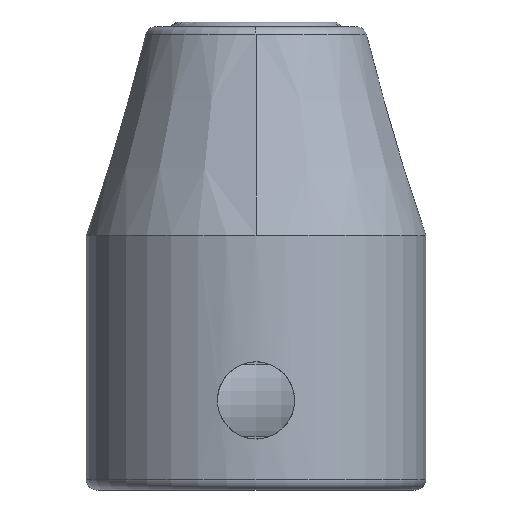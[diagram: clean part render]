
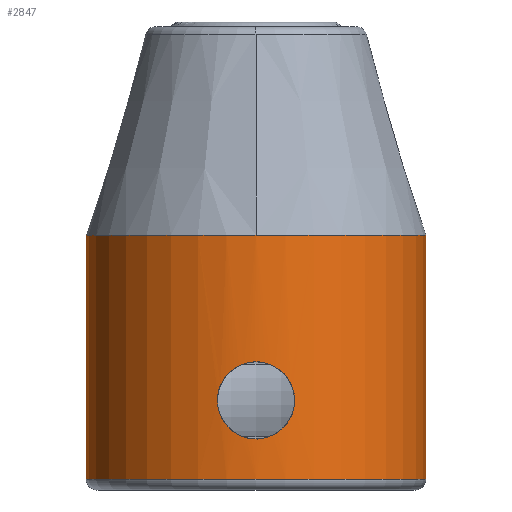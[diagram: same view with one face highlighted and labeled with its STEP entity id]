
A CAD part, front view. The second image highlights one B-rep face of the part: STEP entity #2847.
In plain terms, the highlighted cylindrical face has radius 11 mm (diameter 22 mm), a partial arc.
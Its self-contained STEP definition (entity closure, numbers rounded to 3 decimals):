
#2410=CARTESIAN_POINT('',(2.5,-10.712,5.5));
#2411=CARTESIAN_POINT('',(2.5,-10.712,5.34));
#2412=CARTESIAN_POINT('',(2.471,-10.719,5.023));
#2413=CARTESIAN_POINT('',(2.324,-10.752,4.534));
#2414=CARTESIAN_POINT('',(2.09,-10.801,4.1));
#2415=CARTESIAN_POINT('',(1.78,-10.857,3.723));
#2416=CARTESIAN_POINT('',(1.405,-10.912,3.413));
#2417=CARTESIAN_POINT('',(0.97,-10.961,
3.177));
#2418=CARTESIAN_POINT('',(0.475,-10.993,
3.028));
#2419=CARTESIAN_POINT('',(-0.009,-11.004,
2.985));
#2420=CARTESIAN_POINT('',(-0.501,-10.992,
3.033));
#2421=CARTESIAN_POINT('',(-0.993,-10.958,
3.187));
#2422=CARTESIAN_POINT('',(-1.423,-10.91,
3.426));
#2423=CARTESIAN_POINT('',(-1.792,-10.855,
3.735));
#2424=CARTESIAN_POINT('',(-2.097,-10.799,
4.111));
#2425=CARTESIAN_POINT('',(-2.327,-10.752,
4.542));
#2426=CARTESIAN_POINT('',(-2.471,-10.719,
5.028));
#2427=CARTESIAN_POINT('',(-2.5,-10.712,5.342));
#2428=CARTESIAN_POINT('',(-2.5,-10.712,5.5));
#2433=CARTESIAN_POINT('',(-2.5,-10.712,5.5));
#2434=CARTESIAN_POINT('',(-2.5,-10.712,5.66));
#2435=CARTESIAN_POINT('',(-2.471,-10.719,
5.977));
#2436=CARTESIAN_POINT('',(-2.324,-10.752,
6.466));
#2437=CARTESIAN_POINT('',(-2.09,-10.801,
6.9));
#2438=CARTESIAN_POINT('',(-1.78,-10.857,
7.277));
#2439=CARTESIAN_POINT('',(-1.405,-10.912,
7.587));
#2440=CARTESIAN_POINT('',(-0.97,-10.961,
7.823));
#2441=CARTESIAN_POINT('',(-0.475,-10.993,
7.972));
#2442=CARTESIAN_POINT('',(0.009,-11.004,
8.015));
#2443=CARTESIAN_POINT('',(0.501,-10.992,
7.967));
#2444=CARTESIAN_POINT('',(0.993,-10.958,
7.813));
#2445=CARTESIAN_POINT('',(1.423,-10.91,7.574));
#2446=CARTESIAN_POINT('',(1.792,-10.855,7.265));
#2447=CARTESIAN_POINT('',(2.097,-10.799,6.889));
#2448=CARTESIAN_POINT('',(2.327,-10.752,6.458));
#2449=CARTESIAN_POINT('',(2.471,-10.719,5.972));
#2450=CARTESIAN_POINT('',(2.5,-10.712,5.658));
#2451=CARTESIAN_POINT('',(2.5,-10.712,5.5));
#2456=CARTESIAN_POINT('',(0.,0.,0.4));
#2457=DIRECTION('',(0.,0.,-1.));
#2458=DIRECTION('',(1.,0.,0.));
#2459=AXIS2_PLACEMENT_3D('',#2456,#2457,#2458);
#2464=DIRECTION('',(0.,0.,1.));
#2465=VECTOR('',#2464,15.8);
#2466=CARTESIAN_POINT('',(-11.,0.,0.4));
#2467=LINE('',#2466,#2465);
#2471=CARTESIAN_POINT('',(0.,0.,16.2));
#2472=DIRECTION('',(0.,0.,1.));
#2473=DIRECTION('',(-1.,0.,0.));
#2474=AXIS2_PLACEMENT_3D('',#2471,#2472,#2473);
#2479=CARTESIAN_POINT('',(0.,0.,16.2));
#2480=DIRECTION('',(0.,0.,1.));
#2481=DIRECTION('',(0.,-1.,0.));
#2482=AXIS2_PLACEMENT_3D('',#2479,#2480,#2481);
#2511=DIRECTION('',(0.,0.,1.));
#2512=VECTOR('',#2511,15.8);
#2513=CARTESIAN_POINT('',(11.,0.,0.4));
#2514=LINE('',#2513,#2512);
#2636=CARTESIAN_POINT('',(2.5,-10.712,5.5));
#2637=VERTEX_POINT('',#2636);
#2638=CARTESIAN_POINT('',(-2.5,-10.712,5.5));
#2639=VERTEX_POINT('',#2638);
#2652=CARTESIAN_POINT('',(-11.,0.,0.4));
#2653=CARTESIAN_POINT('',(11.,0.,0.4));
#2654=VERTEX_POINT('',#2652);
#2655=VERTEX_POINT('',#2653);
#2660=CARTESIAN_POINT('',(11.,0.,16.2));
#2662=VERTEX_POINT('',#2660);
#2664=CARTESIAN_POINT('',(-11.,0.,16.2));
#2665=VERTEX_POINT('',#2664);
#2666=CARTESIAN_POINT('',(0.,-11.,16.2));
#2667=VERTEX_POINT('',#2666);
#2826=CARTESIAN_POINT('',(0.,0.,-0.3));
#2827=DIRECTION('',(0.,0.,1.));
#2828=DIRECTION('',(1.,0.,0.));
#2829=AXIS2_PLACEMENT_3D('',#2826,#2827,#2828);
#2830=CYLINDRICAL_SURFACE('',#2829,11.);
#2832=ORIENTED_EDGE('',*,*,#2831,.F.);
#2834=ORIENTED_EDGE('',*,*,#2833,.T.);
#2836=ORIENTED_EDGE('',*,*,#2835,.T.);
#2838=ORIENTED_EDGE('',*,*,#2837,.T.);
#2840=ORIENTED_EDGE('',*,*,#2839,.T.);
#2841=EDGE_LOOP('',(#2832,#2834,#2836,#2838,#2840));
#2842=FACE_OUTER_BOUND('',#2841,.F.);
#2843=ORIENTED_EDGE('',*,*,#2802,.F.);
#2844=ORIENTED_EDGE('',*,*,#2820,.F.);
#2845=EDGE_LOOP('',(#2843,#2844));
#2846=FACE_BOUND('',#2845,.F.);
#2847=ADVANCED_FACE('',(#2842,#2846),#2830,.T.);
#2429=B_SPLINE_CURVE_WITH_KNOTS('',3,(#2410,#2411,#2412,#2413,#2414,#2415,#2416,
#2417,#2418,#2419,#2420,#2421,#2422,#2423,#2424,#2425,#2426,#2427,#2428),
.UNSPECIFIED.,.F.,.F.,(4,1,1,1,1,1,1,1,1,1,1,1,1,1,1,1,4),(0.,0.063,0.125,
0.188,0.25,0.313,0.375,0.438,0.5,0.563,0.625,0.688,
0.75,0.813,0.875,0.938,1.),.UNSPECIFIED.);
#2452=B_SPLINE_CURVE_WITH_KNOTS('',3,(#2433,#2434,#2435,#2436,#2437,#2438,#2439,
#2440,#2441,#2442,#2443,#2444,#2445,#2446,#2447,#2448,#2449,#2450,#2451),
.UNSPECIFIED.,.F.,.F.,(4,1,1,1,1,1,1,1,1,1,1,1,1,1,1,1,4),(0.,0.063,0.125,
0.188,0.25,0.313,0.375,0.438,0.5,0.563,0.625,0.688,
0.75,0.813,0.875,0.938,1.),.UNSPECIFIED.);
#2460=CIRCLE('',#2459,11.);
#2475=CIRCLE('',#2474,11.);
#2483=CIRCLE('',#2482,11.);
#2802=EDGE_CURVE('',#2637,#2639,#2429,.T.);
#2820=EDGE_CURVE('',#2639,#2637,#2452,.T.);
#2831=EDGE_CURVE('',#2655,#2662,#2514,.T.);
#2833=EDGE_CURVE('',#2655,#2654,#2460,.T.);
#2835=EDGE_CURVE('',#2654,#2665,#2467,.T.);
#2837=EDGE_CURVE('',#2665,#2667,#2475,.T.);
#2839=EDGE_CURVE('',#2667,#2662,#2483,.T.);
